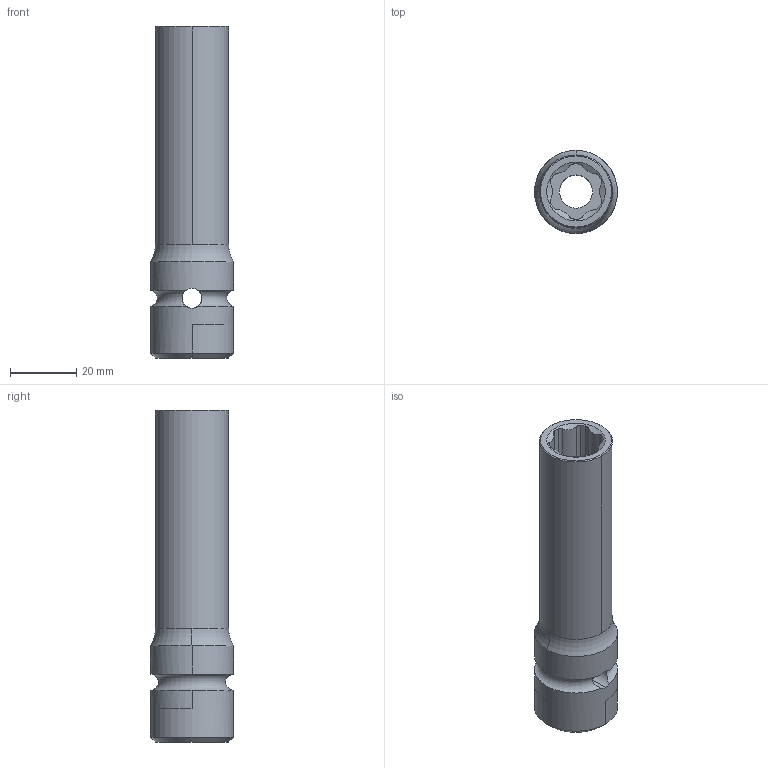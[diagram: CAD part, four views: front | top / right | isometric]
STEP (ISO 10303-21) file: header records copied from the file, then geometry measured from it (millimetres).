
FILE_DESCRIPTION((''),'2;1');
FILE_NAME('4027331314','2023-08-22T09:56:03',('A00565553'),(''),'CREO PARAMETRIC BY PTC INC, 2022414','CREO PARAMETRIC BY PTC INC, 2022414','');
FILE_SCHEMA(('CONFIG_CONTROL_DESIGN','GEOMETRIC_VALIDATION_PROPERTIES_MIM'));
Length unit declared in the file: millimetre
Products named in the file (1): 4027331314
Bounding box: 25 x 25 x 100 mm (x, y, z)
Volume: 28421.5 mm3; surface area: 11877.2 mm2
Topology: 1 solids, 1 shells, 74 faces, 214 edges, 142 vertices
Faces by surface type: cylinder 44, cone 14, torus 8, plane 8
Entity records: 2864 total; most frequent: CARTESIAN_POINT 794, ORIENTED_EDGE 428, DIRECTION 404, EDGE_CURVE 214, AXIS2_PLACEMENT_3D 166, VERTEX_POINT 142, CIRCLE 92, EDGE_LOOP 80
